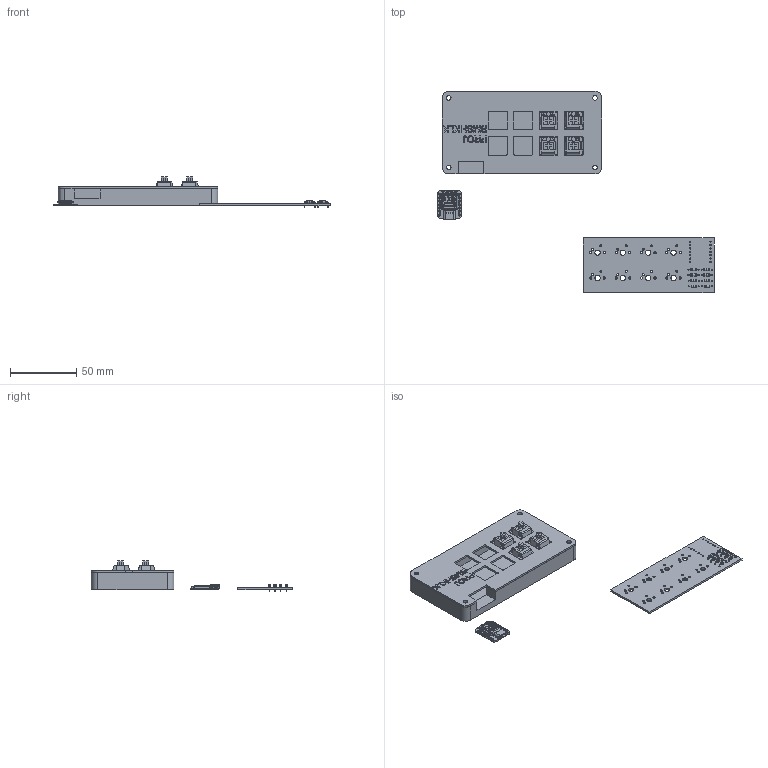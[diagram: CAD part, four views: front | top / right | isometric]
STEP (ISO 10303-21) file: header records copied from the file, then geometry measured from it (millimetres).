
FILE_DESCRIPTION(/* description */ (''),/* implementation_level */ '2;1');
FILE_NAME(/* name */ 'full_assembled.step',/* time_stamp */ '2026-02-05T21:29:40-05:00',/* author */ (''),/* organization */ (''),/* preprocessor_version */ 'ST-DEVELOPER v20.1',/* originating_system */ 'Autodesk Translation Framework v14.21.0.0',/* authorisation */ '');
FILE_SCHEMA (('AUTOMOTIVE_DESIGN { 1 0 10303 214 3 1 1 }'));
Length unit declared in the file: millimetre
Products named in the file (20): 2026-02-05-21-28-44-061; 2026-01-25-15-58-34-273; 2026-01-25-15-58-34-274; 2026-01-25-15-58-34-275; 2026-01-25-15-58-34-276; 2026-01-25-15-58-34-277; 2026-01-25-15-58-34-278; 2026-01-25-15-58-34-279; 2026-01-25-15-58-34-280; 2026-01-25-15-58-34-281; 2026-01-25-15-58-34-282; 2026-01-25-15-58-34-283; 2026-01-25-23-00-46-258; 2026-01-25-23-00-46-259; 2026-01-25-23-00-46-260; 2026-01-25-23-14-57-496; 2026-02-04-00-36-16-847; 2026-02-04-00-36-16-849; 2026-02-04-00-36-16-848; 2026-02-05-21-28-44-065
Assembly tree (33 placements, depth 5):
  2026-02-05-21-28-44-061
    2026-01-25-15-58-34-273
      2026-01-25-15-58-34-274
        2026-01-25-15-58-34-275
        2026-01-25-15-58-34-276
        2026-01-25-15-58-34-277
          2026-01-25-15-58-34-278
          2026-01-25-15-58-34-279
          2026-01-25-15-58-34-280
          2026-01-25-15-58-34-281
          2026-01-25-15-58-34-282
        2026-01-25-15-58-34-283
    2026-01-25-23-00-46-258  x8
      2026-01-25-23-00-46-259
      2026-01-25-23-00-46-260
    2026-01-25-23-14-57-496
    2026-02-04-00-36-16-847
      2026-02-04-00-36-16-848  x8
      2026-02-04-00-36-16-849
    2026-02-05-21-28-44-065
Bounding box: 207.73 x 151.59 x 22.83 mm (x, y, z)
Volume: 81417.3 mm3; surface area: 60482.8 mm2
Topology: 166 solids, 166 shells, 2806 faces, 7081 edges, 4650 vertices
Faces by surface type: plane 1898, cylinder 507, bspline 301, torus 44, cone 30, sphere 26
Full cylindrical faces by diameter (mm): 0.4 x1, 0.5 x26, 0.8 x30, 0.889 x14, 1.5 x18, 1.6 x16, 1.7 x16, 2 x17, 2.02 x8, 3.4 x8, 3.85 x8, 4 x8, 6 x4
Entity records: 57591 total; most frequent: CARTESIAN_POINT 13949, ORIENTED_EDGE 9232, DIRECTION 7828, EDGE_CURVE 4616, LINE 3310, VECTOR 3310, VERTEX_POINT 3040, AXIS2_PLACEMENT_3D 2259
